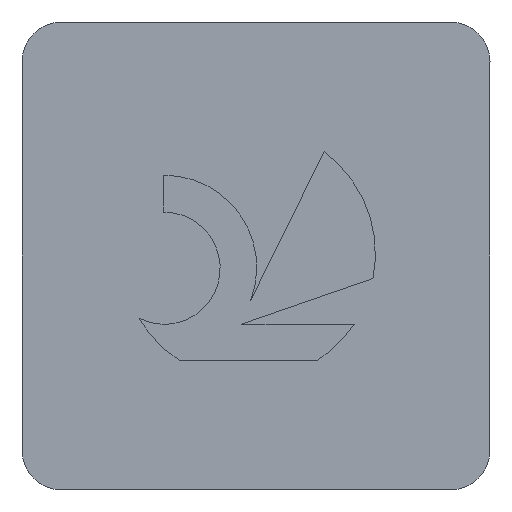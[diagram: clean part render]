
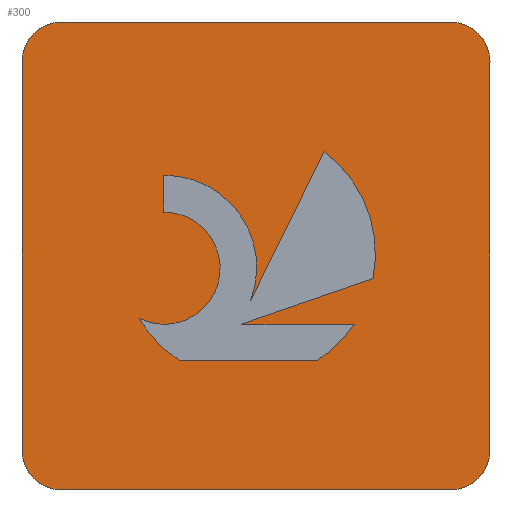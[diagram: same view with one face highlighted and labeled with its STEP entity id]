
A CAD part, top view. The second image highlights one B-rep face of the part: STEP entity #300.
In plain terms, the highlighted planar face has unit normal (0, 0, 1).
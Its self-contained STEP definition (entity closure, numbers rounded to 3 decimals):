
#144=VERTEX_POINT('',#396);
#158=VERTEX_POINT('',#412);
#162=EDGE_CURVE('',#158,#208,#416,.T.);
#168=EDGE_CURVE('',#266,#186,#423,.T.);
#176=VERTEX_POINT('',#431);
#178=VERTEX_POINT('',#433);
#186=VERTEX_POINT('',#442);
#190=VERTEX_POINT('',#446);
#204=VERTEX_POINT('',#462);
#208=VERTEX_POINT('',#467);
#218=EDGE_CURVE('',#330,#374,#479,.T.);
#220=VERTEX_POINT('',#481);
#230=VERTEX_POINT('',#492);
#236=EDGE_CURVE('',#374,#366,#498,.T.);
#238=EDGE_CURVE('',#360,#204,#500,.T.);
#244=EDGE_CURVE('',#204,#178,#506,.T.);
#262=EDGE_CURVE('',#334,#324,#525,.T.);
#266=VERTEX_POINT('',#530);
#272=EDGE_CURVE('',#324,#190,#536,.T.);
#274=EDGE_CURVE('',#230,#220,#538,.T.);
#278=VERTEX_POINT('',#542);
#294=EDGE_CURVE('',#190,#354,#560,.T.);
#300=ADVANCED_FACE('',(#567,#568),#569,.T.);
#302=EDGE_CURVE('',#278,#176,#571,.T.);
#308=EDGE_CURVE('',#178,#158,#577,.T.);
#318=EDGE_CURVE('',#354,#278,#588,.T.);
#324=VERTEX_POINT('',#595);
#330=VERTEX_POINT('',#602);
#334=VERTEX_POINT('',#606);
#340=EDGE_CURVE('',#176,#266,#614,.T.);
#350=EDGE_CURVE('',#186,#330,#625,.T.);
#354=VERTEX_POINT('',#629);
#358=EDGE_CURVE('',#220,#360,#633,.T.);
#360=VERTEX_POINT('',#635);
#362=EDGE_CURVE('',#208,#144,#637,.T.);
#366=VERTEX_POINT('',#641);
#370=EDGE_CURVE('',#144,#230,#645,.T.);
#374=VERTEX_POINT('',#649);
#376=EDGE_CURVE('',#366,#334,#651,.T.);
#396=CARTESIAN_POINT('',(0.,12.85,0.0));
#412=CARTESIAN_POINT('',(12.85,14.05,0.0));
#416=LINE('',#686,#687);
#423=LINE('',#697,#698);
#431=CARTESIAN_POINT('',(4.255,9.449,0.0));
#433=CARTESIAN_POINT('',(14.05,12.85,0.0));
#442=CARTESIAN_POINT('',(9.067,10.156,0.0));
#446=CARTESIAN_POINT('',(3.513,5.153,0.0));
#462=CARTESIAN_POINT('',(14.05,1.2,0.0));
#467=CARTESIAN_POINT('',(1.2,14.05,0.0));
#479=LINE('',#773,#774);
#481=CARTESIAN_POINT('',(1.2,0.0,0.0));
#492=CARTESIAN_POINT('',(0.0,1.2,0.0));
#498=LINE('',#800,#801);
#500=CIRCLE('',#804,1.2);
#506=LINE('',#813,#814);
#525=LINE('',#842,#843);
#530=CARTESIAN_POINT('',(6.862,5.683,0.0));
#536=CIRCLE('',#856,3.814);
#538=CIRCLE('',#859,1.2);
#542=CARTESIAN_POINT('',(4.255,8.342,0.0));
#560=CIRCLE('',#884,1.683);
#567=FACE_BOUND('',#892,.T.);
#568=FACE_OUTER_BOUND('',#893,.T.);
#569=PLANE('',#894);
#571=LINE('',#897,#898);
#577=CIRCLE('',#908,1.2);
#588=CIRCLE('',#923,1.683);
#595=CARTESIAN_POINT('',(4.719,3.894,0.0));
#602=CARTESIAN_POINT('',(10.537,6.346,0.0));
#606=CARTESIAN_POINT('',(8.875,3.894,0.0));
#614=CIRCLE('',#954,2.77);
#625=CIRCLE('',#970,3.814);
#629=CARTESIAN_POINT('',(5.019,8.164,0.0));
#633=LINE('',#982,#983);
#635=CARTESIAN_POINT('',(12.85,0.0,0.0));
#637=CIRCLE('',#988,1.2);
#641=CARTESIAN_POINT('',(9.973,4.979,0.0));
#645=LINE('',#1001,#1002);
#649=CARTESIAN_POINT('',(6.603,4.979,0.0));
#651=CIRCLE('',#1009,3.814);
#686=CARTESIAN_POINT('',(12.85,14.05,0.0));
#687=VECTOR('',#1033,1.0);
#697=CARTESIAN_POINT('',(8.247,8.492,0.0));
#698=VECTOR('',#1043,1.0);
#773=CARTESIAN_POINT('',(7.108,5.155,0.0));
#774=VECTOR('',#1112,1.0);
#800=CARTESIAN_POINT('',(8.499,4.979,0.0));
#801=VECTOR('',#1129,1.0);
#804=AXIS2_PLACEMENT_3D('',#1130,#1131,#1132);
#813=CARTESIAN_POINT('',(14.05,1.2,0.0));
#814=VECTOR('',#1134,1.0);
#842=CARTESIAN_POINT('',(5.872,3.894,0.0));
#843=VECTOR('',#1152,1.0);
#856=AXIS2_PLACEMENT_3D('',#1164,#1165,#1166);
#859=AXIS2_PLACEMENT_3D('',#1167,#1168,#1169);
#884=AXIS2_PLACEMENT_3D('',#1187,#1188,#1189);
#892=EDGE_LOOP('',(#1202,#1203,#1204,#1205,#1206,#1207,#1208,#1209,#1210,#1211,#1212));
#893=EDGE_LOOP('',(#1213,#1214,#1215,#1216,#1217,#1218,#1219,#1220));
#894=AXIS2_PLACEMENT_3D('',#1221,#1222,#1223);
#897=CARTESIAN_POINT('',(4.255,8.237,0.0));
#898=VECTOR('',#1224,1.0);
#908=AXIS2_PLACEMENT_3D('',#1229,#1230,#1231);
#923=AXIS2_PLACEMENT_3D('',#1244,#1245,#1246);
#954=AXIS2_PLACEMENT_3D('',#1281,#1282,#1283);
#970=AXIS2_PLACEMENT_3D('',#1294,#1295,#1296);
#982=CARTESIAN_POINT('',(1.2,0.0,0.0));
#983=VECTOR('',#1301,1.0);
#988=AXIS2_PLACEMENT_3D('',#1302,#1303,#1304);
#1001=CARTESIAN_POINT('',(0.0,12.85,0.0));
#1002=VECTOR('',#1307,1.0);
#1009=AXIS2_PLACEMENT_3D('',#1308,#1309,#1310);
#1033=DIRECTION('',(-1.0,0.0,0.0));
#1043=DIRECTION('',(0.442,0.897,-0.0));
#1112=DIRECTION('',(-0.945,-0.328,0.0));
#1129=DIRECTION('',(1.0,0.0,0.0));
#1130=CARTESIAN_POINT('',(12.85,1.2,0.0));
#1131=DIRECTION('',(0.0,0.0,1.0));
#1132=DIRECTION('',(0.,-1.0,0.0));
#1134=DIRECTION('',(0.0,1.0,0.0));
#1152=DIRECTION('',(-1.0,0.0,0.0));
#1164=CARTESIAN_POINT('',(6.797,7.091,0.0));
#1165=DIRECTION('',(-0.0,0.0,-1.0));
#1166=DIRECTION('',(-0.861,-0.508,0.0));
#1167=CARTESIAN_POINT('',(1.2,1.2,0.0));
#1168=DIRECTION('',(0.0,0.0,1.0));
#1169=DIRECTION('',(-1.0,0.,0.0));
#1187=CARTESIAN_POINT('',(4.266,6.658,0.0));
#1188=DIRECTION('',(0.0,0.0,1.0));
#1189=DIRECTION('',(-0.447,-0.894,0.0));
#1202=ORIENTED_EDGE('',*,*,#302,.T.);
#1203=ORIENTED_EDGE('',*,*,#340,.T.);
#1204=ORIENTED_EDGE('',*,*,#168,.T.);
#1205=ORIENTED_EDGE('',*,*,#350,.T.);
#1206=ORIENTED_EDGE('',*,*,#218,.T.);
#1207=ORIENTED_EDGE('',*,*,#236,.T.);
#1208=ORIENTED_EDGE('',*,*,#376,.T.);
#1209=ORIENTED_EDGE('',*,*,#262,.T.);
#1210=ORIENTED_EDGE('',*,*,#272,.T.);
#1211=ORIENTED_EDGE('',*,*,#294,.T.);
#1212=ORIENTED_EDGE('',*,*,#318,.T.);
#1213=ORIENTED_EDGE('',*,*,#358,.T.);
#1214=ORIENTED_EDGE('',*,*,#238,.T.);
#1215=ORIENTED_EDGE('',*,*,#244,.T.);
#1216=ORIENTED_EDGE('',*,*,#308,.T.);
#1217=ORIENTED_EDGE('',*,*,#162,.T.);
#1218=ORIENTED_EDGE('',*,*,#362,.T.);
#1219=ORIENTED_EDGE('',*,*,#370,.T.);
#1220=ORIENTED_EDGE('',*,*,#274,.T.);
#1221=CARTESIAN_POINT('',(7.025,7.025,0.0));
#1222=DIRECTION('',(0.0,0.0,1.0));
#1223=DIRECTION('',(1.0,0.0,0.0));
#1224=DIRECTION('',(0.0,1.0,0.0));
#1229=CARTESIAN_POINT('',(12.85,12.85,0.0));
#1230=DIRECTION('',(0.0,-0.0,1.0));
#1231=DIRECTION('',(1.0,0.,0.0));
#1244=CARTESIAN_POINT('',(4.266,6.658,0.0));
#1245=DIRECTION('',(0.0,0.0,1.0));
#1246=DIRECTION('',(-0.447,-0.894,0.0));
#1281=CARTESIAN_POINT('',(4.277,6.679,0.0));
#1282=DIRECTION('',(0.0,-0.0,-1.0));
#1283=DIRECTION('',(0.933,-0.359,0.0));
#1294=CARTESIAN_POINT('',(6.797,7.091,0.0));
#1295=DIRECTION('',(0.0,-0.0,-1.0));
#1296=DIRECTION('',(0.981,-0.196,0.0));
#1301=DIRECTION('',(1.0,0.0,0.0));
#1302=CARTESIAN_POINT('',(1.2,12.85,0.0));
#1303=DIRECTION('',(0.0,0.0,1.0));
#1304=DIRECTION('',(0.,1.0,0.0));
#1307=DIRECTION('',(0.0,-1.0,0.0));
#1308=CARTESIAN_POINT('',(6.797,7.091,0.0));
#1309=DIRECTION('',(0.0,-0.0,-1.0));
#1310=DIRECTION('',(0.545,-0.838,0.0));
